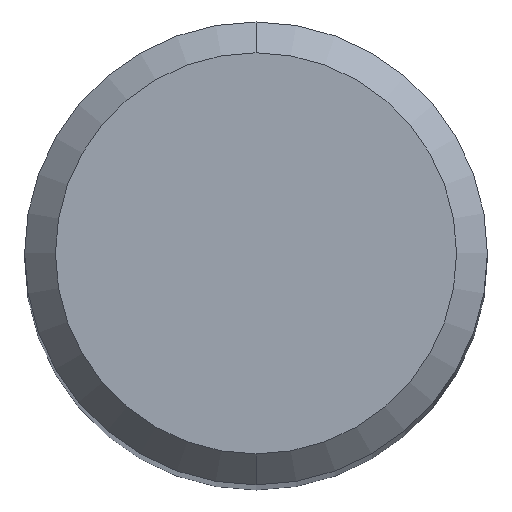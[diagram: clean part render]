
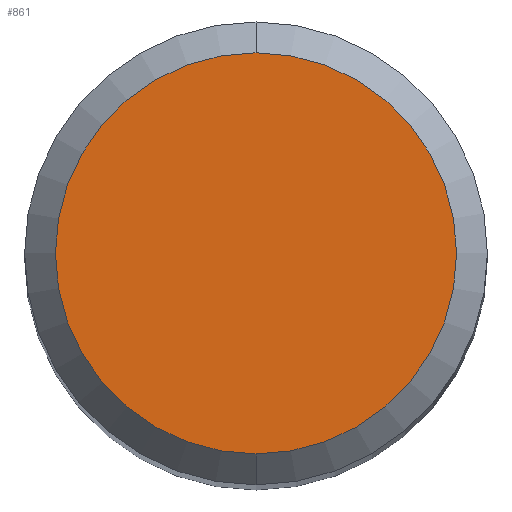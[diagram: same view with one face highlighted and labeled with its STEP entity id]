
A CAD part, top view. The second image highlights one B-rep face of the part: STEP entity #861.
In plain terms, the highlighted planar face has unit normal (0, 0, 1).
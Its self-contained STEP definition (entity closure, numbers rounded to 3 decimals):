
#399=EDGE_CURVE('',#687,#637,#1111,.T.);
#529=EDGE_CURVE('',#637,#687,#1251,.T.);
#637=VERTEX_POINT('',#1365);
#687=VERTEX_POINT('',#1420);
#861=ADVANCED_FACE('',(#1609),#1610,.T.);
#1111=CIRCLE('',#1932,2.6);
#1251=CIRCLE('',#2656,2.6);
#1365=CARTESIAN_POINT('',(0.,-2.6,0.0));
#1420=CARTESIAN_POINT('',(0.0,2.6,0.0));
#1609=FACE_OUTER_BOUND('',#4520,.T.);
#1610=PLANE('',#4521);
#1932=AXIS2_PLACEMENT_3D('',#5999,#6000,#6001);
#2656=AXIS2_PLACEMENT_3D('',#6140,#6141,#6142);
#4520=EDGE_LOOP('',(#6494,#6495));
#4521=AXIS2_PLACEMENT_3D('',#6496,#6497,#6498);
#5999=CARTESIAN_POINT('',(0.0,0.0,0.0));
#6000=DIRECTION('',(0.0,0.0,-1.0));
#6001=DIRECTION('',(0.0,1.0,0.0));
#6140=CARTESIAN_POINT('',(0.0,0.0,0.0));
#6141=DIRECTION('',(0.0,0.0,-1.0));
#6142=DIRECTION('',(0.0,1.0,0.0));
#6494=ORIENTED_EDGE('',*,*,#399,.F.);
#6495=ORIENTED_EDGE('',*,*,#529,.F.);
#6496=CARTESIAN_POINT('',(0.0,1.3,0.0));
#6497=DIRECTION('',(-0.0,0.0,1.0));
#6498=DIRECTION('',(0.0,-1.0,0.0));
